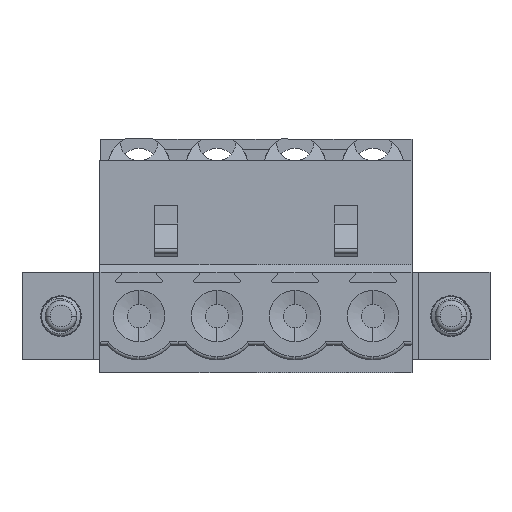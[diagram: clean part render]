
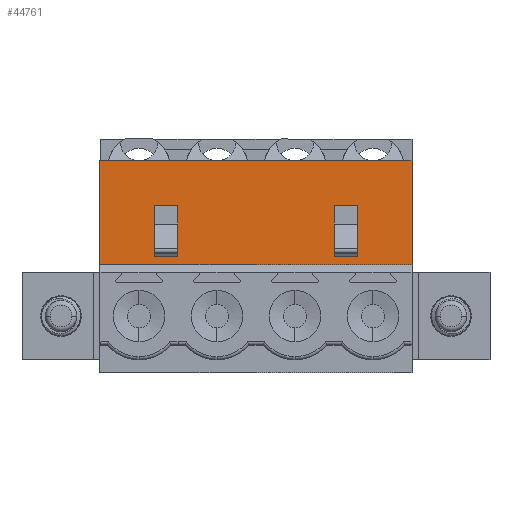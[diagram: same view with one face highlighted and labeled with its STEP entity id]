
A CAD part, front view. The second image highlights one B-rep face of the part: STEP entity #44761.
In plain terms, the highlighted planar face has unit normal (0, -1, 0).
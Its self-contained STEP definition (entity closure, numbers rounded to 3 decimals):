
#617 = CARTESIAN_POINT ( 'NONE',  ( 20., 8.9, 6.95 ) ) ;
#1352 = ORIENTED_EDGE ( 'NONE', *, *, #38940, .F. ) ;
#1869 = DIRECTION ( 'NONE',  ( 0., 0., 1. ) ) ;
#2329 = VECTOR ( 'NONE', #21423, 1000. ) ;
#2862 = DIRECTION ( 'NONE',  ( 0., 0., -1. ) ) ;
#4000 = CARTESIAN_POINT ( 'NONE',  ( 20., 8.9, 13.6 ) ) ;
#4050 = DIRECTION ( 'NONE',  ( 1., 0., 0. ) ) ;
#4848 = CARTESIAN_POINT ( 'NONE',  ( 15., 8.9, 10.75 ) ) ;
#4869 = VECTOR ( 'NONE', #5133, 1000. ) ;
#5024 = VERTEX_POINT ( 'NONE', #21779 ) ;
#5127 = VECTOR ( 'NONE', #36756, 1000. ) ;
#5133 = DIRECTION ( 'NONE',  ( -1., 0., 0. ) ) ;
#5743 = CARTESIAN_POINT ( 'NONE',  ( 20., 8.9, 6.95 ) ) ;
#6031 = CARTESIAN_POINT ( 'NONE',  ( 16.5, 8.9, 10.75 ) ) ;
#6072 = FACE_OUTER_BOUND ( 'NONE', #7477, .T. ) ;
#6548 = DIRECTION ( 'NONE',  ( 0., 0., -1. ) ) ;
#6674 = ORIENTED_EDGE ( 'NONE', *, *, #6928, .F. ) ;
#6928 = EDGE_CURVE ( 'NONE', #43785, #20797, #10338, .T. ) ;
#6934 = CARTESIAN_POINT ( 'NONE',  ( 3.5, 8.9, 10.75 ) ) ;
#7477 = EDGE_LOOP ( 'NONE', ( #11732, #23418, #18483, #43146 ) ) ;
#8220 = CARTESIAN_POINT ( 'NONE',  ( 0., 8.9, 13.6 ) ) ;
#8541 = CARTESIAN_POINT ( 'NONE',  ( 5., 8.9, 10.75 ) ) ;
#8645 = CARTESIAN_POINT ( 'NONE',  ( 3.5, 8.9, 8.75 ) ) ;
#8795 = EDGE_CURVE ( 'NONE', #19848, #20797, #22802, .T. ) ;
#8970 = ORIENTED_EDGE ( 'NONE', *, *, #34639, .T. ) ;
#9061 = VERTEX_POINT ( 'NONE', #42247 ) ;
#9555 = CARTESIAN_POINT ( 'NONE',  ( 16.5, 8.9, 10.75 ) ) ;
#9702 = FACE_BOUND ( 'NONE', #22980, .T. ) ;
#9730 = LINE ( 'NONE', #31192, #11426 ) ;
#10338 = LINE ( 'NONE', #6934, #39198 ) ;
#10680 = VERTEX_POINT ( 'NONE', #17385 ) ;
#10866 = LINE ( 'NONE', #617, #2329 ) ;
#11132 = EDGE_CURVE ( 'NONE', #9061, #24865, #43369, .T. ) ;
#11426 = VECTOR ( 'NONE', #6548, 1000. ) ;
#11732 = ORIENTED_EDGE ( 'NONE', *, *, #29668, .F. ) ;
#11853 = CARTESIAN_POINT ( 'NONE',  ( 5., 8.9, 10.75 ) ) ;
#11971 = VECTOR ( 'NONE', #1869, 1000. ) ;
#12025 = EDGE_CURVE ( 'NONE', #42186, #25724, #41265, .T. ) ;
#13974 = CARTESIAN_POINT ( 'NONE',  ( 3.5, 8.9, 10.75 ) ) ;
#14318 = EDGE_CURVE ( 'NONE', #39274, #19848, #9730, .T. ) ;
#14707 = VERTEX_POINT ( 'NONE', #27735 ) ;
#17385 = CARTESIAN_POINT ( 'NONE',  ( 16.5, 8.9, 8.75 ) ) ;
#17419 = VECTOR ( 'NONE', #24133, 1000. ) ;
#18413 = EDGE_CURVE ( 'NONE', #14707, #24865, #24559, .T. ) ;
#18483 = ORIENTED_EDGE ( 'NONE', *, *, #18413, .T. ) ;
#18897 = LINE ( 'NONE', #35397, #45194 ) ;
#19517 = LINE ( 'NONE', #6031, #32553 ) ;
#19832 = CARTESIAN_POINT ( 'NONE',  ( 5., 8.9, 8.75 ) ) ;
#19848 = VERTEX_POINT ( 'NONE', #25696 ) ;
#20274 = DIRECTION ( 'NONE',  ( 0., 0., -1. ) ) ;
#20664 = DIRECTION ( 'NONE',  ( 1., 0., 0. ) ) ;
#20797 = VERTEX_POINT ( 'NONE', #8645 ) ;
#21423 = DIRECTION ( 'NONE',  ( -1., 0., 0. ) ) ;
#21779 = CARTESIAN_POINT ( 'NONE',  ( 15., 8.9, 8.75 ) ) ;
#22802 = LINE ( 'NONE', #19832, #17419 ) ;
#22980 = EDGE_LOOP ( 'NONE', ( #45048, #38794, #41060, #8970 ) ) ;
#23418 = ORIENTED_EDGE ( 'NONE', *, *, #31621, .T. ) ;
#23625 = DIRECTION ( 'NONE',  ( 0., 0., -1. ) ) ;
#23669 = PLANE ( 'NONE',  #40346 ) ;
#24133 = DIRECTION ( 'NONE',  ( -1., 0., 0. ) ) ;
#24559 = LINE ( 'NONE', #4000, #37653 ) ;
#24865 = VERTEX_POINT ( 'NONE', #8220 ) ;
#25696 = CARTESIAN_POINT ( 'NONE',  ( 5., 8.9, 8.75 ) ) ;
#25724 = VERTEX_POINT ( 'NONE', #9555 ) ;
#26731 = ORIENTED_EDGE ( 'NONE', *, *, #8795, .T. ) ;
#27571 = LINE ( 'NONE', #34907, #44842 ) ;
#27735 = CARTESIAN_POINT ( 'NONE',  ( 20., 8.9, 13.6 ) ) ;
#27950 = VECTOR ( 'NONE', #20664, 1000. ) ;
#27996 = DIRECTION ( 'NONE',  ( -1., 0., 0. ) ) ;
#28706 = EDGE_CURVE ( 'NONE', #42186, #5024, #27571, .T. ) ;
#29668 = EDGE_CURVE ( 'NONE', #32499, #9061, #10866, .T. ) ;
#31192 = CARTESIAN_POINT ( 'NONE',  ( 5., 8.9, 10.75 ) ) ;
#31608 = CARTESIAN_POINT ( 'NONE',  ( 15., 8.9, 10.75 ) ) ;
#31621 = EDGE_CURVE ( 'NONE', #32499, #14707, #40742, .T. ) ;
#32499 = VERTEX_POINT ( 'NONE', #35832 ) ;
#32553 = VECTOR ( 'NONE', #23625, 1000. ) ;
#33819 = EDGE_LOOP ( 'NONE', ( #1352, #39173, #26731, #6674 ) ) ;
#33971 = FACE_BOUND ( 'NONE', #33819, .T. ) ;
#34199 = DIRECTION ( 'NONE',  ( 0., -1., 0. ) ) ;
#34639 = EDGE_CURVE ( 'NONE', #25724, #10680, #19517, .T. ) ;
#34837 = DIRECTION ( 'NONE',  ( 0., 0., -1. ) ) ;
#34907 = CARTESIAN_POINT ( 'NONE',  ( 15., 8.9, 10.75 ) ) ;
#35397 = CARTESIAN_POINT ( 'NONE',  ( 15., 8.9, 8.75 ) ) ;
#35832 = CARTESIAN_POINT ( 'NONE',  ( 20., 8.9, 6.95 ) ) ;
#36756 = DIRECTION ( 'NONE',  ( 0., 0., 1. ) ) ;
#37650 = CARTESIAN_POINT ( 'NONE',  ( 20., 8.9, 6.95 ) ) ;
#37653 = VECTOR ( 'NONE', #27996, 1000. ) ;
#38794 = ORIENTED_EDGE ( 'NONE', *, *, #28706, .F. ) ;
#38940 = EDGE_CURVE ( 'NONE', #39274, #43785, #43347, .T. ) ;
#39173 = ORIENTED_EDGE ( 'NONE', *, *, #14318, .T. ) ;
#39198 = VECTOR ( 'NONE', #34837, 1000. ) ;
#39274 = VERTEX_POINT ( 'NONE', #11853 ) ;
#40346 = AXIS2_PLACEMENT_3D ( 'NONE', #37650, #34199, #2862 ) ;
#40742 = LINE ( 'NONE', #5743, #11971 ) ;
#41060 = ORIENTED_EDGE ( 'NONE', *, *, #12025, .T. ) ;
#41265 = LINE ( 'NONE', #31608, #27950 ) ;
#42004 = EDGE_CURVE ( 'NONE', #5024, #10680, #18897, .T. ) ;
#42186 = VERTEX_POINT ( 'NONE', #4848 ) ;
#42247 = CARTESIAN_POINT ( 'NONE',  ( 0., 8.9, 6.95 ) ) ;
#43146 = ORIENTED_EDGE ( 'NONE', *, *, #11132, .F. ) ;
#43347 = LINE ( 'NONE', #8541, #4869 ) ;
#43369 = LINE ( 'NONE', #43582, #5127 ) ;
#43582 = CARTESIAN_POINT ( 'NONE',  ( 0., 8.9, 6.95 ) ) ;
#43785 = VERTEX_POINT ( 'NONE', #13974 ) ;
#44761 = ADVANCED_FACE ( 'NONE', ( #6072, #33971, #9702 ), #23669, .T. ) ;
#44842 = VECTOR ( 'NONE', #20274, 1000. ) ;
#45048 = ORIENTED_EDGE ( 'NONE', *, *, #42004, .F. ) ;
#45194 = VECTOR ( 'NONE', #4050, 1000. ) ;
